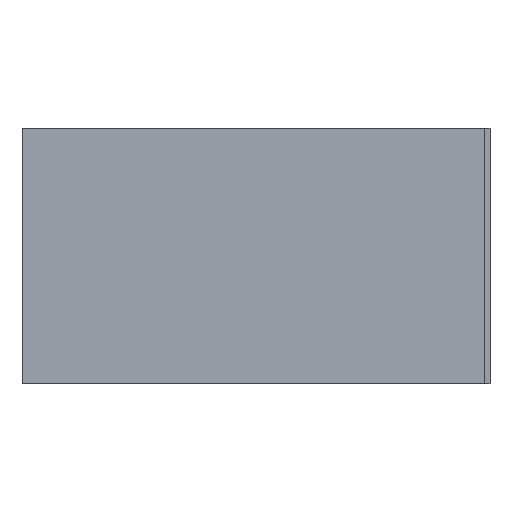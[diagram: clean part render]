
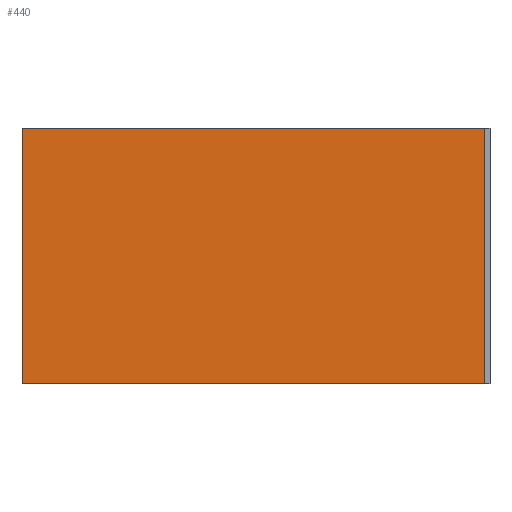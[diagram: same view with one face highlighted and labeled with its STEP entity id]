
A CAD part, front view. The second image highlights one B-rep face of the part: STEP entity #440.
In plain terms, the highlighted planar face has unit normal (0, -1, 0).
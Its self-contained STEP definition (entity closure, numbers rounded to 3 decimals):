
#1=DIRECTION('',(0.,0.,1.));
#2=VECTOR('',#1,30.);
#3=CARTESIAN_POINT('',(54.3,0.002,0.));
#4=LINE('',#3,#2);
#21=DIRECTION('',(1.,0.,0.));
#22=VECTOR('',#21,54.3);
#23=CARTESIAN_POINT('',(0.,0.002,0.));
#24=LINE('',#23,#22);
#97=DIRECTION('',(-1.,0.,0.));
#98=VECTOR('',#97,54.3);
#99=CARTESIAN_POINT('',(54.3,0.002,30.));
#100=LINE('',#99,#98);
#153=DIRECTION('',(0.,0.,1.));
#154=VECTOR('',#153,30.);
#155=CARTESIAN_POINT('',(0.,0.002,0.));
#156=LINE('',#155,#154);
#185=CARTESIAN_POINT('',(54.3,0.002,0.));
#186=CARTESIAN_POINT('',(54.3,0.002,30.));
#187=VERTEX_POINT('',#185);
#188=VERTEX_POINT('',#186);
#189=CARTESIAN_POINT('',(0.,0.002,0.));
#190=CARTESIAN_POINT('',(0.,0.002,30.));
#191=VERTEX_POINT('',#189);
#192=VERTEX_POINT('',#190);
#428=CARTESIAN_POINT('',(2.8,0.002,0.));
#429=DIRECTION('',(0.,-1.,0.));
#430=DIRECTION('',(1.,0.,0.));
#431=AXIS2_PLACEMENT_3D('',#428,#429,#430);
#432=PLANE('',#431);
#433=ORIENTED_EDGE('',*,*,#314,.F.);
#434=ORIENTED_EDGE('',*,*,#232,.F.);
#435=ORIENTED_EDGE('',*,*,#254,.F.);
#437=ORIENTED_EDGE('',*,*,#436,.T.);
#438=EDGE_LOOP('',(#433,#434,#435,#437));
#439=FACE_OUTER_BOUND('',#438,.F.);
#440=ADVANCED_FACE('',(#439),#432,.T.);
#232=EDGE_CURVE('',#187,#188,#4,.T.);
#254=EDGE_CURVE('',#191,#187,#24,.T.);
#314=EDGE_CURVE('',#188,#192,#100,.T.);
#436=EDGE_CURVE('',#191,#192,#156,.T.);
